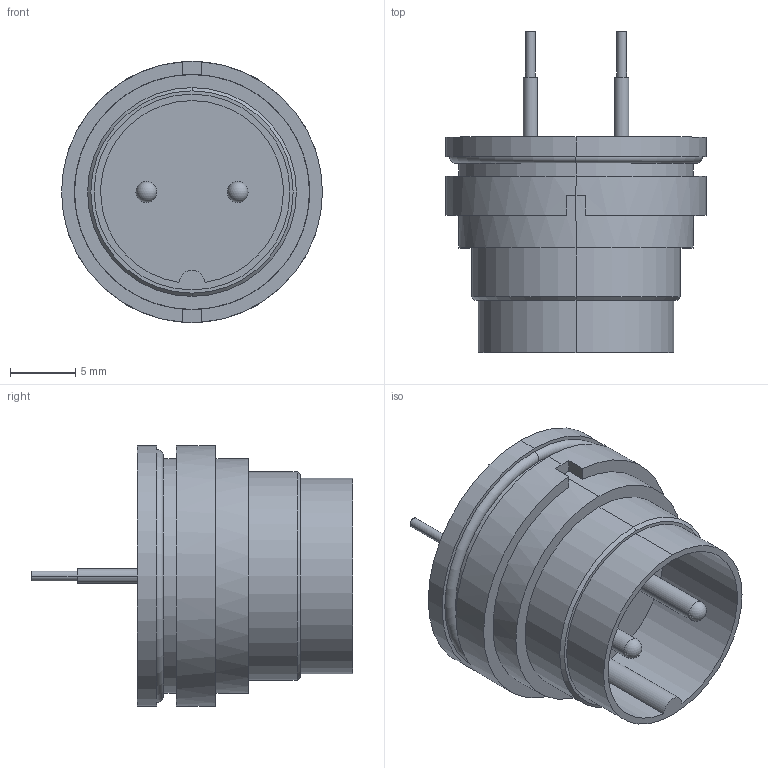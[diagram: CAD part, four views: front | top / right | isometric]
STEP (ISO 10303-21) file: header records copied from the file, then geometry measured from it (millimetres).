
FILE_DESCRIPTION((''),'2;1');
FILE_NAME('09-0103-90-02.stp','2005-04-22T09:46:29',('generator'),(''),'Autodesk Inventor 7','Autodesk Inventor 7','');
FILE_SCHEMA(('AUTOMOTIVE_DESIGN { 1 0 10303 214 1 1 1 1 }'));
Length unit declared in the file: millimetre
Products named in the file (1): 09-0103-90-02
Bounding box: 20 x 24.6 x 20 mm (x, y, z)
Volume: 2137.2 mm3; surface area: 2598.1 mm2
Topology: 1 solids, 1 shells, 61 faces, 139 edges, 90 vertices
Faces by surface type: cylinder 33, plane 22, torus 2, cone 2, sphere 2
Entity records: 1716 total; most frequent: DIRECTION 335, CARTESIAN_POINT 279, ORIENTED_EDGE 262, AXIS2_PLACEMENT_3D 142, EDGE_CURVE 131, VERTEX_POINT 86, CIRCLE 80, EDGE_LOOP 75
